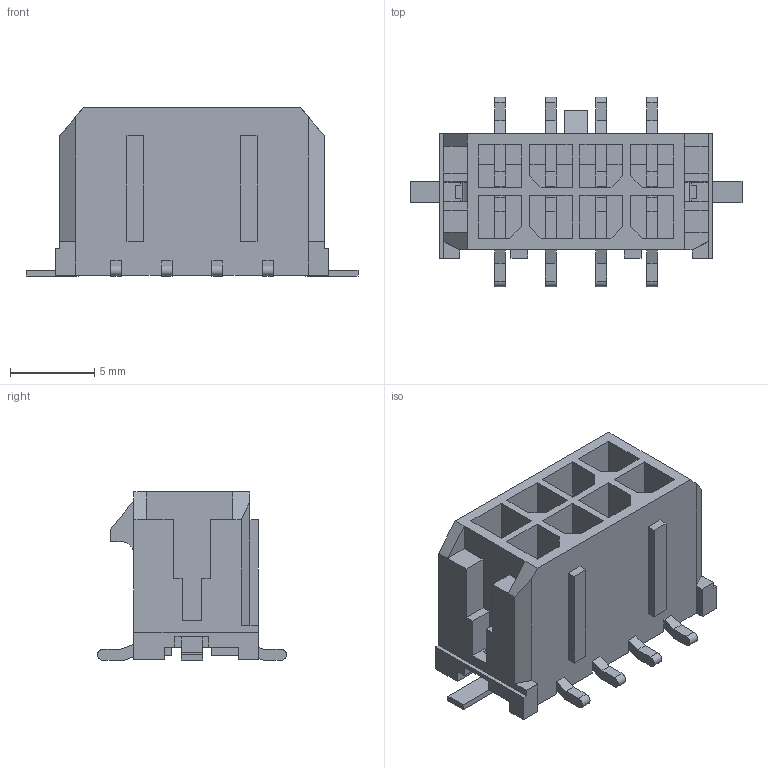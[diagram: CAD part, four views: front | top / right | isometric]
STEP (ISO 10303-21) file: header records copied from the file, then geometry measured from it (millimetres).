
FILE_DESCRIPTION( ( '' ), ' ' );
FILE_NAME( '591ac05c51447f1004b1cde4.step', '2017-05-16T09:04:17', ( '' ), ( '' ), ' ', ' ', ' ' );
FILE_SCHEMA( ( 'AUTOMOTIVE_DESIGN { 1 0 10303 214 1 1 1 1 }' ) );
Length unit declared in the file: metre
Products named in the file (1): 1
Bounding box: 19.65 x 11.2 x 9.96 mm (x, y, z)
Surface area: 1307 mm2 (no closed solid volume)
Topology: 0 solids, 307 shells, 307 faces, 1597 edges, 1597 vertices
Faces by surface type: plane 296, cylinder 11
Entity records: 17782 total; most frequent: CARTESIAN_POINT 3502, DIRECTION 2261, ORIENTED_EDGE 1597, EDGE_CURVE 1597, VERTEX_POINT 1597, LINE 1549, VECTOR 1549, AXIS2_PLACEMENT_3D 356
